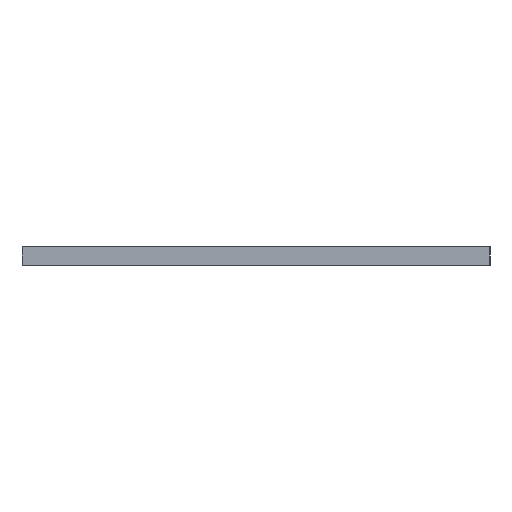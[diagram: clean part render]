
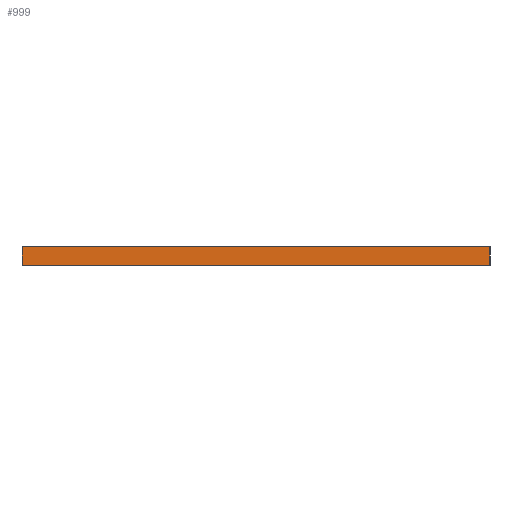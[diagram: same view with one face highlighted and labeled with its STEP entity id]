
A CAD part, left-side view. The second image highlights one B-rep face of the part: STEP entity #999.
In plain terms, the highlighted planar face has unit normal (-1, 0, 0).
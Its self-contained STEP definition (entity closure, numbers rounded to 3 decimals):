
#101=FACE_OUTER_BOUND('',#167,.T.);
#167=EDGE_LOOP('',(#871,#872,#873,#874));
#250=LINE('',#1499,#366);
#278=LINE('',#1587,#394);
#285=LINE('',#1615,#401);
#286=LINE('',#1616,#402);
#366=VECTOR('',#1204,10.);
#394=VECTOR('',#1290,10.);
#401=VECTOR('',#1321,10.);
#402=VECTOR('',#1322,10.);
#465=VERTEX_POINT('',#1496);
#466=VERTEX_POINT('',#1498);
#496=VERTEX_POINT('',#1584);
#497=VERTEX_POINT('',#1586);
#578=EDGE_CURVE('',#466,#465,#250,.T.);
#622=EDGE_CURVE('',#497,#496,#278,.T.);
#637=EDGE_CURVE('',#496,#466,#285,.T.);
#638=EDGE_CURVE('',#465,#497,#286,.T.);
#871=ORIENTED_EDGE('',*,*,#622,.T.);
#872=ORIENTED_EDGE('',*,*,#637,.T.);
#873=ORIENTED_EDGE('',*,*,#578,.T.);
#874=ORIENTED_EDGE('',*,*,#638,.T.);
#961=PLANE('',#1083);
#999=ADVANCED_FACE('',(#101),#961,.T.);
#1083=AXIS2_PLACEMENT_3D('',#1614,#1319,#1320);
#1204=DIRECTION('',(0.,1.,0.));
#1290=DIRECTION('',(0.,-1.,0.));
#1319=DIRECTION('center_axis',(-1.,0.,0.));
#1320=DIRECTION('ref_axis',(0.,0.,1.));
#1321=DIRECTION('',(0.,0.,1.));
#1322=DIRECTION('',(0.,0.,-1.));
#1496=CARTESIAN_POINT('',(-32.5,75.5,3.));
#1498=CARTESIAN_POINT('',(-32.5,0.,3.));
#1499=CARTESIAN_POINT('',(-32.5,75.5,3.));
#1584=CARTESIAN_POINT('',(-32.5,0.,0.));
#1586=CARTESIAN_POINT('',(-32.5,75.5,0.));
#1587=CARTESIAN_POINT('',(-32.5,75.5,0.));
#1614=CARTESIAN_POINT('Origin',(-32.5,75.5,0.));
#1615=CARTESIAN_POINT('',(-32.5,0.,0.));
#1616=CARTESIAN_POINT('',(-32.5,75.5,0.));
